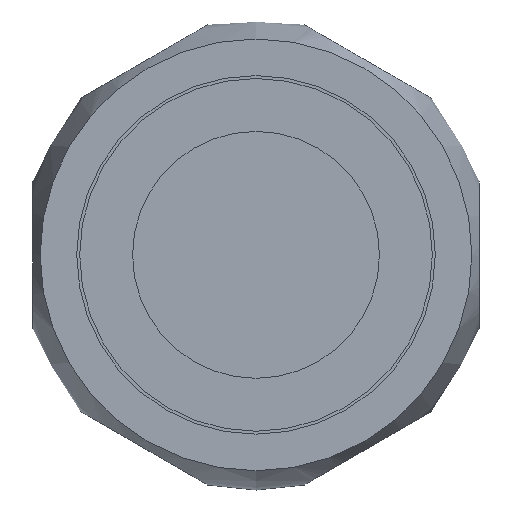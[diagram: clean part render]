
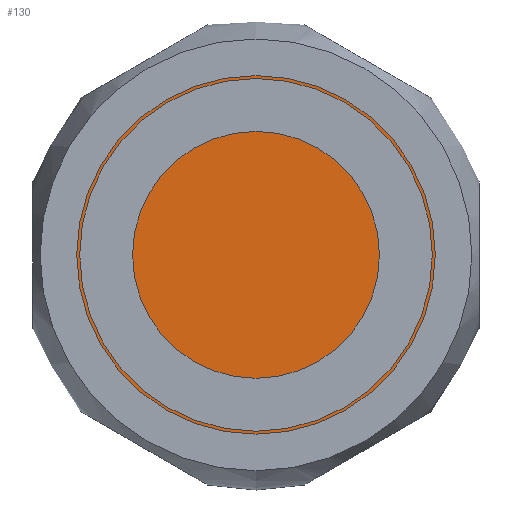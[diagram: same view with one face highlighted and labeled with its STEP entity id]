
A CAD part, front view. The second image highlights one B-rep face of the part: STEP entity #130.
In plain terms, the highlighted planar face has unit normal (0, -1, 0).
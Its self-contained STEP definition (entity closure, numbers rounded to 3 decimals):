
#109=FACE_OUTER_BOUND('',#188,.T.);
#130=ADVANCED_FACE('',(#109),#142,.F.);
#142=PLANE('',#276);
#188=EDGE_LOOP('',(#216));
#216=ORIENTED_EDGE('',*,*,#246,.F.);
#232=VERTEX_POINT('',#494);
#246=EDGE_CURVE('',#232,#232,#254,.T.);
#254=CIRCLE('',#275,15.25);
#275=AXIS2_PLACEMENT_3D('',#493,#318,#319);
#276=AXIS2_PLACEMENT_3D('',#495,#320,#321);
#318=DIRECTION('',(0.,1.,0.));
#319=DIRECTION('',(0.,0.,1.));
#320=DIRECTION('',(0.,1.,0.));
#321=DIRECTION('',(0.,0.,1.));
#493=CARTESIAN_POINT('',(0.,12.,0.));
#494=CARTESIAN_POINT('',(0.,12.,15.25));
#495=CARTESIAN_POINT('',(0.,12.,0.));
